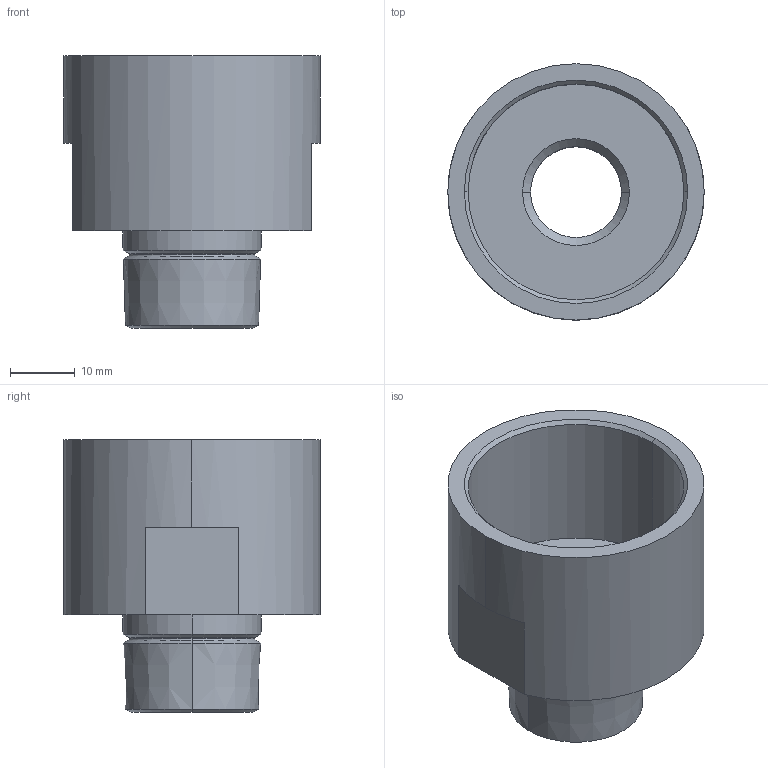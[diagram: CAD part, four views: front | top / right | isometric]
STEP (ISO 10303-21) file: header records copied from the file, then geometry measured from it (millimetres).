
FILE_DESCRIPTION (( 'STEP AP203' ), '1' );
FILE_NAME ('19-0212-08_outokumpu.step', '2015-08-11T13:18:56', ( '' ), ( '' ), 'SwSTEP 2.0', 'SolidWorks 2008', '' );
FILE_SCHEMA (( 'CONFIG_CONTROL_DESIGN' ));
Length unit declared in the file: millimetre
Products named in the file (1): 19-0212-08_outokumpu
Bounding box: 39.5 x 39.5 x 42 mm (x, y, z)
Volume: 15614 mm3; surface area: 9592.2 mm2
Topology: 1 solids, 1 shells, 34 faces, 72 edges, 42 vertices
Faces by surface type: cone 16, plane 8, cylinder 6, torus 4
Entity records: 995 total; most frequent: DIRECTION 184, CARTESIAN_POINT 149, ORIENTED_EDGE 144, AXIS2_PLACEMENT_3D 77, EDGE_CURVE 72, VERTEX_POINT 42, CIRCLE 42, EDGE_LOOP 38
